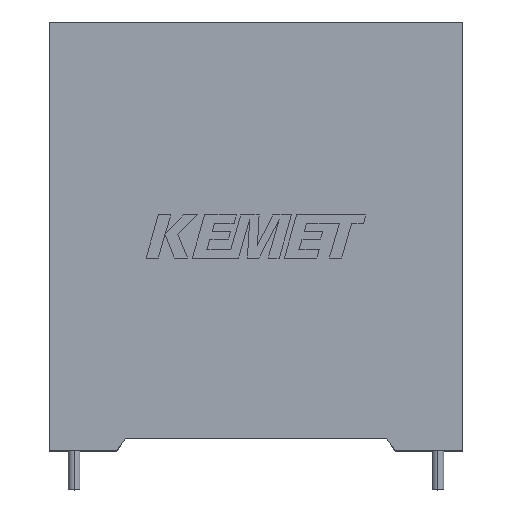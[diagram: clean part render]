
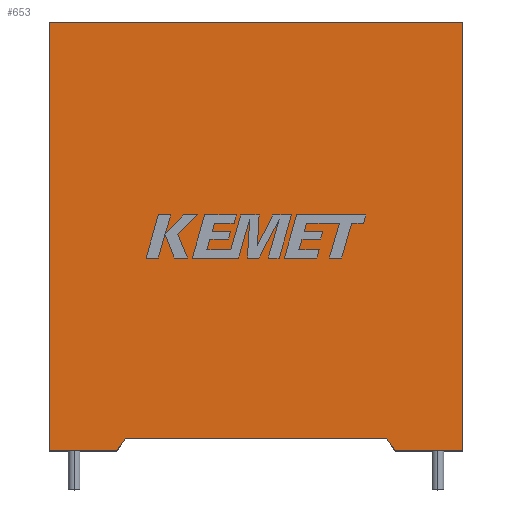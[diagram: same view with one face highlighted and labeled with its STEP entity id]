
A CAD part, top view. The second image highlights one B-rep face of the part: STEP entity #653.
In plain terms, the highlighted planar face has unit normal (0, 0, 1).
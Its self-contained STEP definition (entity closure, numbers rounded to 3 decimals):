
#98 = ORIENTED_EDGE ( 'NONE', *, *, #2419, .T. ) ;
#136 = VERTEX_POINT ( 'NONE', #1072 ) ;
#157 = CARTESIAN_POINT ( 'NONE',  ( 42.6, 0., 24.4 ) ) ;
#174 = DIRECTION ( 'NONE',  ( 0., 0., -1. ) ) ;
#289 = VERTEX_POINT ( 'NONE', #1374 ) ;
#309 = PLANE ( 'NONE',  #2783 ) ;
#310 = EDGE_LOOP ( 'NONE', ( #1763, #912, #2280, #678, #98, #433, #2536, #2734 ) ) ;
#338 = DIRECTION ( 'NONE',  ( 0.569, -0.822, 0. ) ) ;
#367 = LINE ( 'NONE', #1146, #1040 ) ;
#433 = ORIENTED_EDGE ( 'NONE', *, *, #1599, .T. ) ;
#592 = VECTOR ( 'NONE', #996, 1000. ) ;
#652 = FACE_OUTER_BOUND ( 'NONE', #310, .T. ) ;
#653 = ADVANCED_FACE ( 'NONE', ( #652 ), #309, .F. ) ;
#678 = ORIENTED_EDGE ( 'NONE', *, *, #2650, .T. ) ;
#690 = DIRECTION ( 'NONE',  ( 1., 0., 0. ) ) ;
#713 = VECTOR ( 'NONE', #690, 1000. ) ;
#753 = CARTESIAN_POINT ( 'NONE',  ( 0., 44.2, 24.4 ) ) ;
#856 = VECTOR ( 'NONE', #1626, 1000. ) ;
#863 = DIRECTION ( 'NONE',  ( 1., 0., 0. ) ) ;
#912 = ORIENTED_EDGE ( 'NONE', *, *, #1928, .T. ) ;
#988 = DIRECTION ( 'NONE',  ( -1., 0., 0. ) ) ;
#996 = DIRECTION ( 'NONE',  ( -1., 0., 0. ) ) ;
#1021 = VECTOR ( 'NONE', #338, 1000. ) ;
#1023 = VERTEX_POINT ( 'NONE', #753 ) ;
#1032 = VECTOR ( 'NONE', #2775, 1000. ) ;
#1040 = VECTOR ( 'NONE', #2858, 1000. ) ;
#1044 = EDGE_CURVE ( 'NONE', #1727, #2894, #1977, .T. ) ;
#1072 = CARTESIAN_POINT ( 'NONE',  ( 42.6, 44.2, 24.4 ) ) ;
#1086 = VECTOR ( 'NONE', #988, 1000. ) ;
#1146 = CARTESIAN_POINT ( 'NONE',  ( 0., 0., 24.4 ) ) ;
#1159 = CARTESIAN_POINT ( 'NONE',  ( 0., 0., 24.4 ) ) ;
#1193 = LINE ( 'NONE', #2440, #592 ) ;
#1258 = LINE ( 'NONE', #1864, #856 ) ;
#1322 = CARTESIAN_POINT ( 'NONE',  ( 42.6, 0., 24.4 ) ) ;
#1341 = CARTESIAN_POINT ( 'NONE',  ( 0., 0., 24.4 ) ) ;
#1374 = CARTESIAN_POINT ( 'NONE',  ( 35.65, 0., 24.4 ) ) ;
#1395 = DIRECTION ( 'NONE',  ( -1., 0., 0. ) ) ;
#1435 = LINE ( 'NONE', #1629, #713 ) ;
#1536 = VERTEX_POINT ( 'NONE', #157 ) ;
#1572 = VERTEX_POINT ( 'NONE', #1341 ) ;
#1599 = EDGE_CURVE ( 'NONE', #1023, #1572, #367, .T. ) ;
#1621 = EDGE_CURVE ( 'NONE', #2894, #2822, #1258, .T. ) ;
#1626 = DIRECTION ( 'NONE',  ( -0.569, -0.822, 0. ) ) ;
#1629 = CARTESIAN_POINT ( 'NONE',  ( 0., 0., 24.4 ) ) ;
#1727 = VERTEX_POINT ( 'NONE', #1800 ) ;
#1763 = ORIENTED_EDGE ( 'NONE', *, *, #1044, .F. ) ;
#1800 = CARTESIAN_POINT ( 'NONE',  ( 34.75, 1.299, 24.4 ) ) ;
#1864 = CARTESIAN_POINT ( 'NONE',  ( 7.85, 1.299, 24.4 ) ) ;
#1928 = EDGE_CURVE ( 'NONE', #1727, #289, #2190, .T. ) ;
#1977 = LINE ( 'NONE', #2429, #1086 ) ;
#2098 = CARTESIAN_POINT ( 'NONE',  ( 6.95, 0., 24.4 ) ) ;
#2190 = LINE ( 'NONE', #3032, #1021 ) ;
#2198 = EDGE_CURVE ( 'NONE', #289, #1536, #1435, .T. ) ;
#2280 = ORIENTED_EDGE ( 'NONE', *, *, #2198, .T. ) ;
#2419 = EDGE_CURVE ( 'NONE', #136, #1023, #1193, .T. ) ;
#2429 = CARTESIAN_POINT ( 'NONE',  ( 21.3, 1.299, 24.4 ) ) ;
#2440 = CARTESIAN_POINT ( 'NONE',  ( 0., 44.2, 24.4 ) ) ;
#2473 = VECTOR ( 'NONE', #863, 1000. ) ;
#2536 = ORIENTED_EDGE ( 'NONE', *, *, #2601, .T. ) ;
#2544 = LINE ( 'NONE', #3030, #2473 ) ;
#2601 = EDGE_CURVE ( 'NONE', #1572, #2822, #2544, .T. ) ;
#2650 = EDGE_CURVE ( 'NONE', #1536, #136, #2657, .T. ) ;
#2657 = LINE ( 'NONE', #1322, #1032 ) ;
#2662 = CARTESIAN_POINT ( 'NONE',  ( 7.85, 1.299, 24.4 ) ) ;
#2734 = ORIENTED_EDGE ( 'NONE', *, *, #1621, .F. ) ;
#2775 = DIRECTION ( 'NONE',  ( 0., 1., 0. ) ) ;
#2783 = AXIS2_PLACEMENT_3D ( 'NONE', #1159, #174, #1395 ) ;
#2822 = VERTEX_POINT ( 'NONE', #2098 ) ;
#2858 = DIRECTION ( 'NONE',  ( 0., -1., 0. ) ) ;
#2894 = VERTEX_POINT ( 'NONE', #2662 ) ;
#3030 = CARTESIAN_POINT ( 'NONE',  ( 0., 0., 24.4 ) ) ;
#3032 = CARTESIAN_POINT ( 'NONE',  ( 34.75, 1.299, 24.4 ) ) ;
